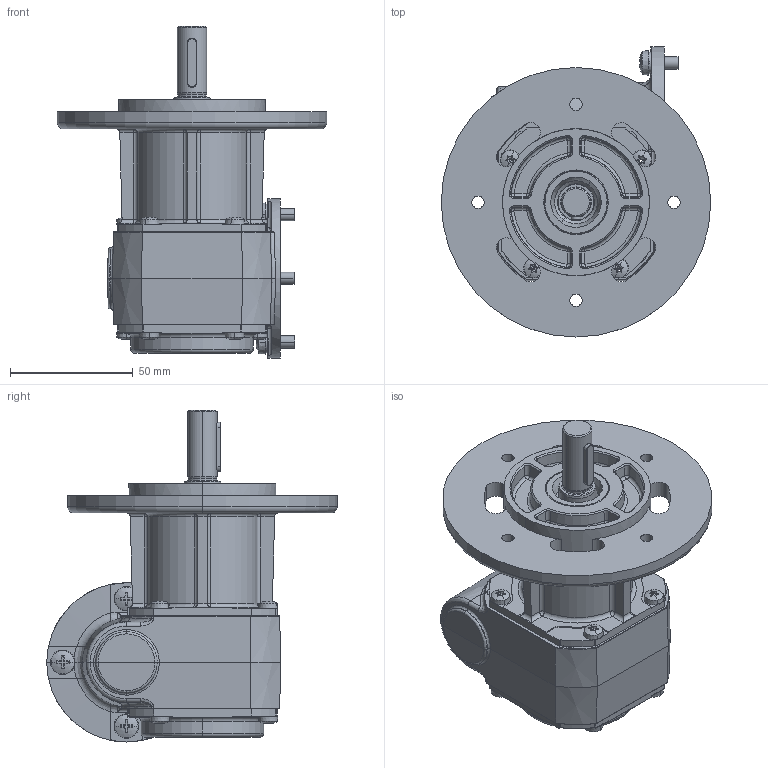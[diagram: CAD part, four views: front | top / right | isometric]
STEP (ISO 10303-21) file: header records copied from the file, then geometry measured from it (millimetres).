
FILE_DESCRIPTION (( 'STEP AP203' ), '1' );
FILE_NAME ('VE31-G-L-5.STEP', '2013-12-10T08:45:23', ( 'kob' ), ( 'Microsoft' ), 'SwSTEP 2.0', 'SolidWorks 2012', '' );
FILE_SCHEMA (( 'CONFIG_CONTROL_DESIGN' ));
Length unit declared in the file: millimetre
Products named in the file (1): VE31-G-L-5
Bounding box: 110 x 118.5 x 135.5 mm (x, y, z)
Surface area: 71692 mm2 (no closed solid volume)
Topology: 0 solids, 34 shells, 862 faces, 2486 edges, 1581 vertices
Faces by surface type: plane 320, cylinder 244, cone 115, torus 95, bspline 49, sphere 39
Entity records: 31320 total; most frequent: CARTESIAN_POINT 9237, DIRECTION 4830, ORIENTED_EDGE 4191, EDGE_CURVE 2475, AXIS2_PLACEMENT_3D 1872, VERTEX_POINT 1581, VECTOR 1086, LINE 1086
